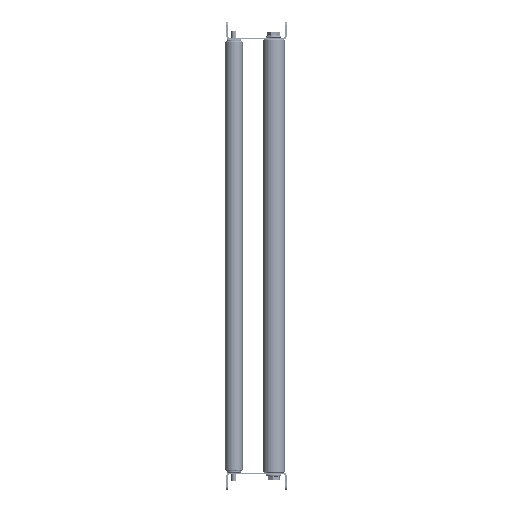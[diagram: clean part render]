
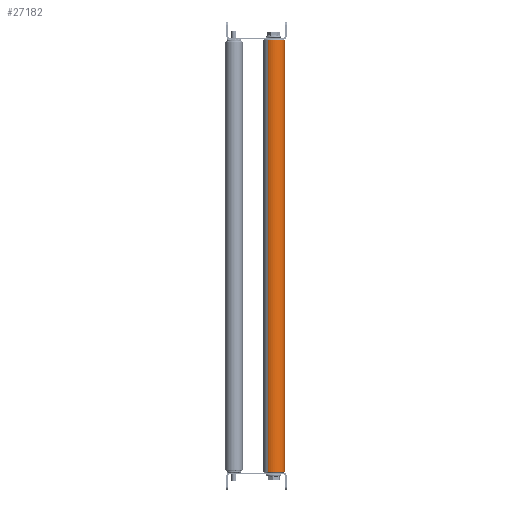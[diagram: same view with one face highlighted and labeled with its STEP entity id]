
A CAD part, left-side view. The second image highlights one B-rep face of the part: STEP entity #27182.
In plain terms, the highlighted cylindrical face has radius 12.5 mm (diameter 25 mm), a partial arc.
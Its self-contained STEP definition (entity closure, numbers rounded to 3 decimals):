
#914 = FACE_OUTER_BOUND ( 'NONE', #18495, .T. ) ;
#1131 = ORIENTED_EDGE ( 'NONE', *, *, #10167, .F. ) ;
#1499 = CARTESIAN_POINT ( 'NONE',  ( 500., 0., 12.5 ) ) ;
#2180 = CARTESIAN_POINT ( 'NONE',  ( 1., 0., -12.5 ) ) ;
#2482 = VERTEX_POINT ( 'NONE', #2180 ) ;
#2655 = CARTESIAN_POINT ( 'NONE',  ( 499., 0., 12.5 ) ) ;
#3419 = VECTOR ( 'NONE', #12698, 1000. ) ;
#3540 = DIRECTION ( 'NONE',  ( 1., 0., 0. ) ) ;
#4401 = CIRCLE ( 'NONE', #25795, 12.5 ) ;
#5431 = CIRCLE ( 'NONE', #31212, 12.5 ) ;
#5675 = CARTESIAN_POINT ( 'NONE',  ( 500., 0., -12.5 ) ) ;
#6412 = CARTESIAN_POINT ( 'NONE',  ( 499., 0., -12.5 ) ) ;
#7162 = DIRECTION ( 'NONE',  ( 0., 0., -1. ) ) ;
#7465 = EDGE_CURVE ( 'NONE', #16696, #24030, #4401, .T. ) ;
#8220 = ORIENTED_EDGE ( 'NONE', *, *, #9694, .T. ) ;
#9694 = EDGE_CURVE ( 'NONE', #24030, #2482, #10057, .T. ) ;
#9763 = DIRECTION ( 'NONE',  ( -1., 0., 0. ) ) ;
#10057 = LINE ( 'NONE', #5675, #33611 ) ;
#10167 = EDGE_CURVE ( 'NONE', #16696, #27679, #20415, .T. ) ;
#11959 = CARTESIAN_POINT ( 'NONE',  ( 1., 0., 12.5 ) ) ;
#12489 = ORIENTED_EDGE ( 'NONE', *, *, #17616, .T. ) ;
#12698 = DIRECTION ( 'NONE',  ( -1., 0., 0. ) ) ;
#13350 = DIRECTION ( 'NONE',  ( -1., 0., 0. ) ) ;
#16696 = VERTEX_POINT ( 'NONE', #2655 ) ;
#17616 = EDGE_CURVE ( 'NONE', #2482, #27679, #5431, .T. ) ;
#18495 = EDGE_LOOP ( 'NONE', ( #25130, #8220, #12489, #1131 ) ) ;
#18908 = DIRECTION ( 'NONE',  ( -1., 0., 0. ) ) ;
#19529 = CARTESIAN_POINT ( 'NONE',  ( 1., 0., 0. ) ) ;
#20415 = LINE ( 'NONE', #1499, #3419 ) ;
#21074 = CARTESIAN_POINT ( 'NONE',  ( 500., 0., 0. ) ) ;
#21888 = AXIS2_PLACEMENT_3D ( 'NONE', #21074, #13350, #26727 ) ;
#24030 = VERTEX_POINT ( 'NONE', #6412 ) ;
#25130 = ORIENTED_EDGE ( 'NONE', *, *, #7465, .T. ) ;
#25795 = AXIS2_PLACEMENT_3D ( 'NONE', #31195, #9763, #7162 ) ;
#26383 = CYLINDRICAL_SURFACE ( 'NONE', #21888, 12.5 ) ;
#26727 = DIRECTION ( 'NONE',  ( 0., 0., 1. ) ) ;
#27182 = ADVANCED_FACE ( 'NONE', ( #914 ), #26383, .T. ) ;
#27679 = VERTEX_POINT ( 'NONE', #11959 ) ;
#30009 = DIRECTION ( 'NONE',  ( 0., 0., -1. ) ) ;
#31195 = CARTESIAN_POINT ( 'NONE',  ( 499., 0., 0. ) ) ;
#31212 = AXIS2_PLACEMENT_3D ( 'NONE', #19529, #3540, #30009 ) ;
#33611 = VECTOR ( 'NONE', #18908, 1000. ) ;
